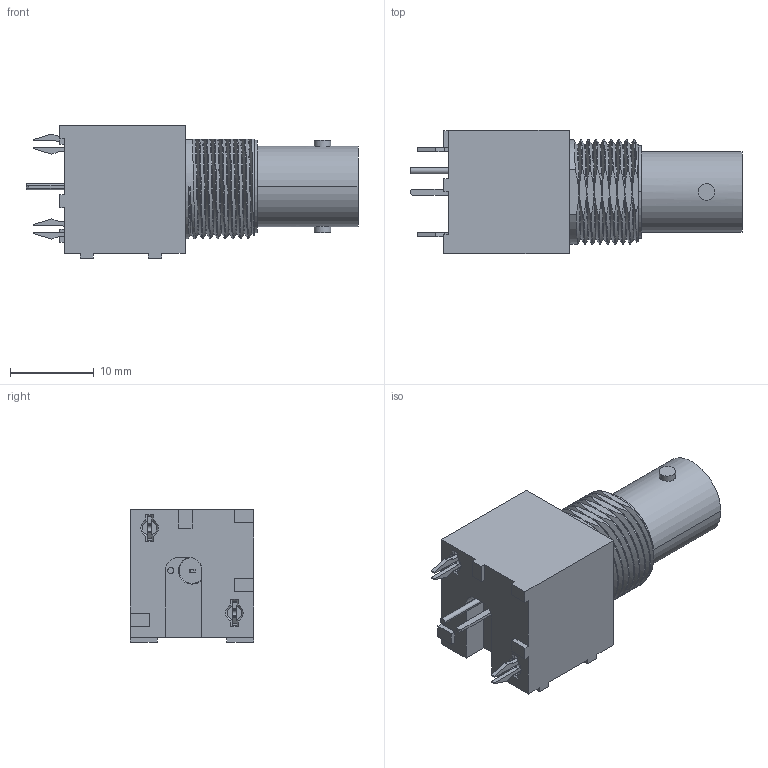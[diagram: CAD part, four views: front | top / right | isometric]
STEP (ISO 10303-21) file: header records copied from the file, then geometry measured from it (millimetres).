
FILE_DESCRIPTION((''),'2;1');
FILE_NAME('31-5539-1010_SW0002','2020-02-25T',('Viji'),(''),'CREO PARAMETRIC BY PTC INC, 2018360','CREO PARAMETRIC BY PTC INC, 2018360','');
FILE_SCHEMA(('CONFIG_CONTROL_DESIGN'));
Length unit declared in the file: inch
Products named in the file (1): 31-5539-1010_SW0002
Bounding box: 39.72 x 14.73 x 15.88 mm (x, y, z)
Volume: 4500.8 mm3; surface area: 2938 mm2
Topology: 1 solids, 1 shells, 335 faces, 903 edges, 585 vertices
Faces by surface type: plane 228, cylinder 55, bspline 28, cone 22, sphere 2
Entity records: 15508 total; most frequent: CARTESIAN_POINT 7327, ORIENTED_EDGE 1802, DIRECTION 1508, EDGE_CURVE 901, VECTOR 616, LINE 616, VERTEX_POINT 585, AXIS2_PLACEMENT_3D 446
